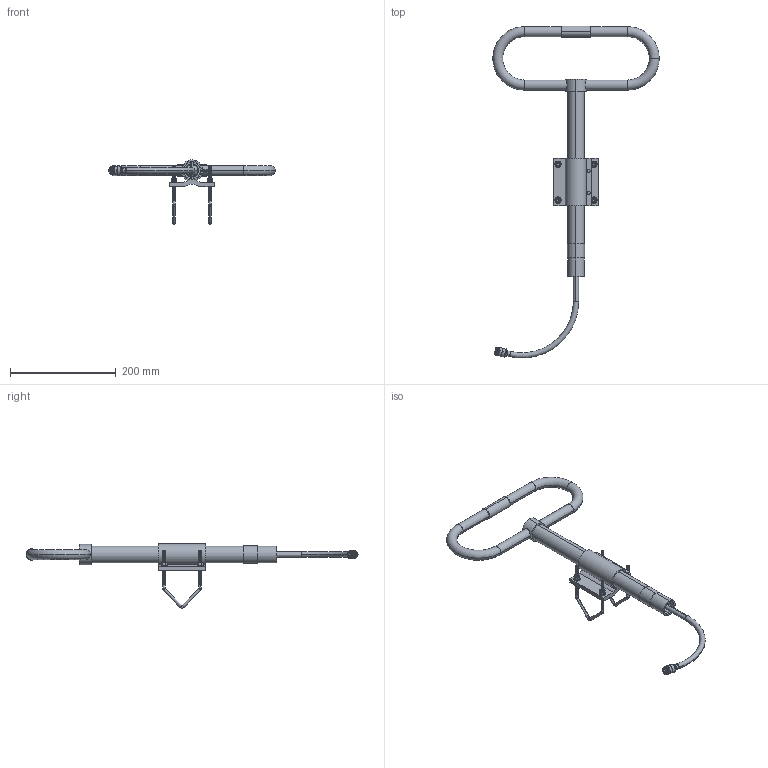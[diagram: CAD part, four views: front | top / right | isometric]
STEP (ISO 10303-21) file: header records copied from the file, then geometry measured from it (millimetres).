
FILE_DESCRIPTION (( 'STEP AP214' ), '1' );
FILE_NAME ('PEANED1014_3D.STEP', '2022-05-05T18:19:06', ( '' ), ( '' ), 'SwSTEP 2.0', 'SolidWorks 2021', '' );
FILE_SCHEMA (( 'AUTOMOTIVE_DESIGN' ));
Length unit declared in the file: inch
Products named in the file (12): ANF-1406_CENTERPIN; SP0100533_M6 LockWasher; SDBZL_MOUNT; SDBZL-400_DIPOLE; SDBZL_CONNECT; SP0100533_M6 FlatWasher; PEANED1014_3D; ANF-1406_BODY; SDBZL-400_PIPE; SDBZL_BOLT; NHM6.SS-1_91828A251; ANF-1406
Assembly tree (21 placements, depth 3):
  PEANED1014_3D
    SDBZL-400_PIPE
    SDBZL_BOLT  x2
    SDBZL_CONNECT
    SDBZL-400_DIPOLE
    SDBZL_MOUNT
    ANF-1406
      ANF-1406_BODY
      ANF-1406_CENTERPIN
    SP0100533_M6 LockWasher  x4
    NHM6.SS-1_91828A251  x4
    SP0100533_M6 FlatWasher  x4
Bounding box: 315 x 627.83 x 121.45 mm (x, y, z)
Volume: 446570.7 mm3; surface area: 182234.4 mm2
Topology: 21 solids, 21 shells, 1085 faces, 2947 edges, 1914 vertices
Faces by surface type: cylinder 724, plane 133, cone 128, bspline 80, torus 20
Entity records: 35540 total; most frequent: CARTESIAN_POINT 20957, ORIENTED_EDGE 3034, DIRECTION 2325, EDGE_CURVE 1517, VERTEX_POINT 982, AXIS2_PLACEMENT_3D 906, EDGE_LOOP 613, ADVANCED_FACE 571
